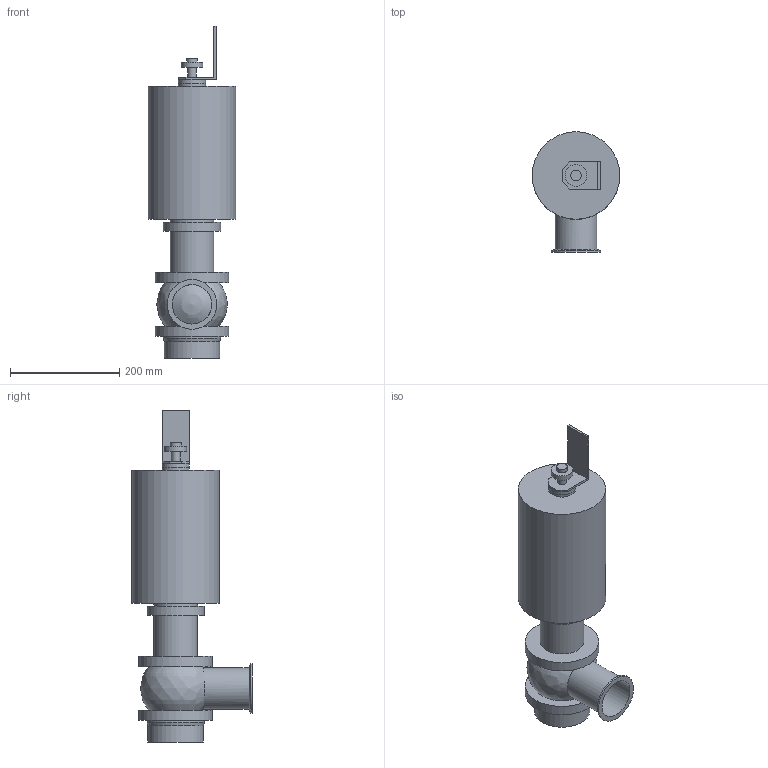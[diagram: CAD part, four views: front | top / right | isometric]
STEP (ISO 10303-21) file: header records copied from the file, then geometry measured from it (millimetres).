
FILE_DESCRIPTION(/* description */ (''),/* implementation_level */ '2;1');
FILE_NAME(/* name */ 'SMC2L_30.stp',/* time_stamp */ '2021-08-23T13:04:02+09:00',/* author */ ('m'),/* organization */ (''),/* preprocessor_version */ 'ST-DEVELOPER v18.1',/* originating_system */ 'Autodesk Inventor 2021',/* authorisation */ '');
FILE_SCHEMA (('AUTOMOTIVE_DESIGN { 1 0 10303 214 3 1 1 }'));
Length unit declared in the file: millimetre
Products named in the file (3): SMC2L_30; SMC2T15MJ000-1P-CXC-W--304-30; SQLS [SW=0]
Assembly tree (2 placements, depth 2):
  SMC2L_30
    SMC2T15MJ000-1P-CXC-W--304-30
    SQLS [SW=0]
Bounding box: 160.5 x 220.25 x 608.45 mm (x, y, z)
Volume: 7075881.7 mm3; surface area: 370253.2 mm2
Topology: 2 solids, 2 shells, 50 faces, 91 edges, 58 vertices
Faces by surface type: plane 27, cylinder 18, cone 3, bspline 2
Full cylindrical faces by diameter (mm): 16 x1, 19.5 x1, 40 x1, 50 x2, 72.3 x1, 76.3 x1, 80 x2, 91 x1, 97.6 x1, 99 x1, 101.6 x1, 105 x2, 135 x2, 160.5 x1
Entity records: 1471 total; most frequent: CARTESIAN_POINT 346, DIRECTION 232, ORIENTED_EDGE 182, AXIS2_PLACEMENT_3D 92, EDGE_CURVE 91, EDGE_LOOP 63, VERTEX_POINT 58, FACE_OUTER_BOUND 50
